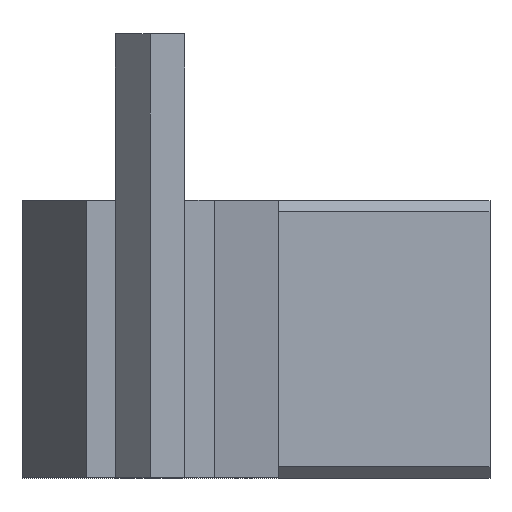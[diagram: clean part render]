
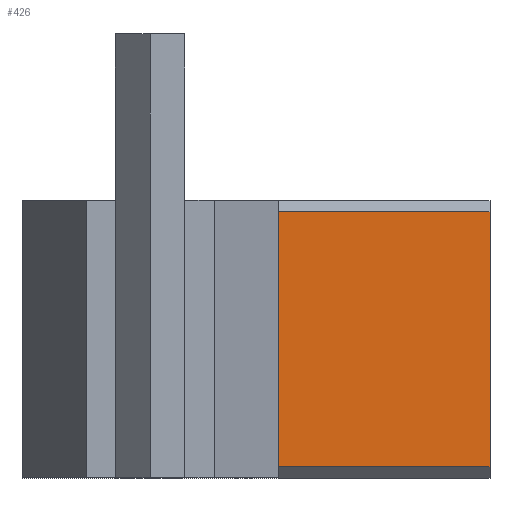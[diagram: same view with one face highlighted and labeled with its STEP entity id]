
A CAD part, top view. The second image highlights one B-rep face of the part: STEP entity #426.
In plain terms, the highlighted planar face has unit normal (0, 0, 1).
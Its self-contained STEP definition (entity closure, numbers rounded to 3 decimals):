
#25=FACE_OUTER_BOUND('',#48,.T.);
#48=EDGE_LOOP('',(#304,#305,#306,#307));
#81=LINE('',#634,#137);
#87=LINE('',#645,#143);
#88=LINE('',#648,#144);
#89=LINE('',#649,#145);
#137=VECTOR('',#513,10.);
#143=VECTOR('',#521,10.);
#144=VECTOR('',#524,10.);
#145=VECTOR('',#525,10.);
#191=VERTEX_POINT('',#631);
#192=VERTEX_POINT('',#633);
#196=VERTEX_POINT('',#643);
#197=VERTEX_POINT('',#647);
#233=EDGE_CURVE('',#191,#192,#81,.T.);
#239=EDGE_CURVE('',#196,#191,#87,.T.);
#240=EDGE_CURVE('',#197,#196,#88,.T.);
#241=EDGE_CURVE('',#192,#197,#89,.T.);
#304=ORIENTED_EDGE('',*,*,#239,.F.);
#305=ORIENTED_EDGE('',*,*,#240,.F.);
#306=ORIENTED_EDGE('',*,*,#241,.F.);
#307=ORIENTED_EDGE('',*,*,#233,.F.);
#404=PLANE('',#469);
#426=ADVANCED_FACE('',(#25),#404,.T.);
#469=AXIS2_PLACEMENT_3D('',#646,#522,#523);
#513=DIRECTION('',(0.,-1.,0.));
#521=DIRECTION('',(1.,0.,0.));
#522=DIRECTION('center_axis',(0.,0.,1.));
#523=DIRECTION('ref_axis',(0.,-1.,0.));
#524=DIRECTION('',(0.,1.,0.));
#525=DIRECTION('',(-1.,0.,0.));
#631=CARTESIAN_POINT('',(12.25,9.6,-1.6));
#633=CARTESIAN_POINT('',(12.25,0.4,-1.6));
#634=CARTESIAN_POINT('',(12.25,0.,-1.6));
#643=CARTESIAN_POINT('',(4.619,9.6,-1.6));
#645=CARTESIAN_POINT('',(0.,9.6,-1.6));
#646=CARTESIAN_POINT('Origin',(0.,10.,-1.6));
#647=CARTESIAN_POINT('',(4.619,0.4,-1.6));
#648=CARTESIAN_POINT('',(4.619,5.,-1.6));
#649=CARTESIAN_POINT('',(0.,0.4,-1.6));
